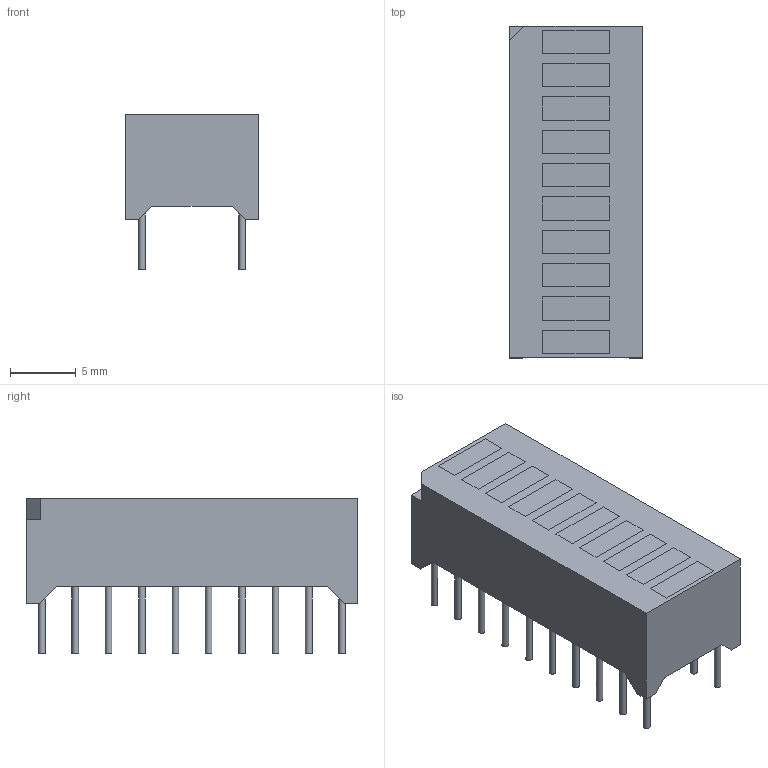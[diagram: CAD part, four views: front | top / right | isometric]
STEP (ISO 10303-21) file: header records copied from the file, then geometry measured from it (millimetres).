
FILE_DESCRIPTION(/* description */ (''),/* implementation_level */ '2;1');
FILE_NAME(/* name */ 'LTA-1000HR v4.step',/* time_stamp */ '2022-07-01T14:48:03-07:00',/* author */ (''),/* organization */ (''),/* preprocessor_version */ 'ST-DEVELOPER v19',/* originating_system */ 'Autodesk Translation Framework v11.7.0.108',/* authorisation */ '');
FILE_SCHEMA (('AUTOMOTIVE_DESIGN { 1 0 10303 214 3 1 1 }'));
Length unit declared in the file: millimetre
Products named in the file (1): LTA-1000HR
Bounding box: 10.16 x 25.27 x 11.8 mm (x, y, z)
Volume: 1762.5 mm3; surface area: 1398 mm2
Topology: 31 solids, 31 shells, 190 faces, 354 edges, 236 vertices
Faces by surface type: plane 170, cylinder 20
Full cylindrical faces by diameter (mm): 0.5 x20
Entity records: 4682 total; most frequent: CARTESIAN_POINT 781, DIRECTION 776, ORIENTED_EDGE 708, EDGE_CURVE 354, LINE 314, VECTOR 314, VERTEX_POINT 236, AXIS2_PLACEMENT_3D 231
